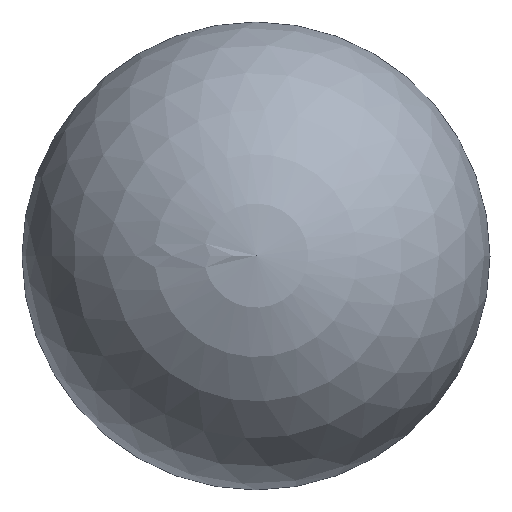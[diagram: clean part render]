
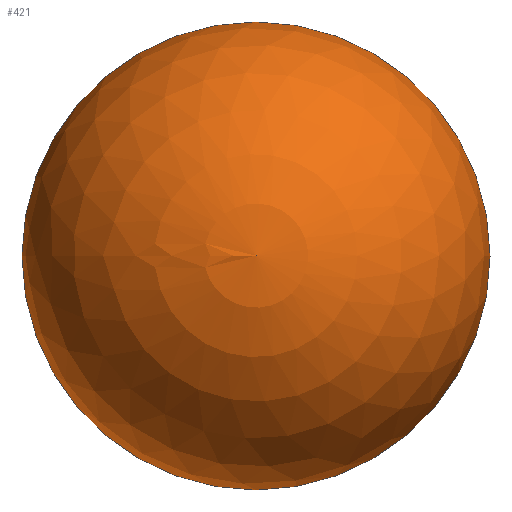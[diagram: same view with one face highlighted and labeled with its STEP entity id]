
A CAD part, top view. The second image highlights one B-rep face of the part: STEP entity #421.
In plain terms, the highlighted spherical face has radius 10.128 mm.
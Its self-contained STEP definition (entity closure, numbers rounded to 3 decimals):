
#6 = EDGE_CURVE ( 'NONE', #542, #266, #694, .T. ) ;
#14 = EDGE_CURVE ( 'NONE', #542, #266, #195, .T. ) ;
#73 = DIRECTION ( 'NONE',  ( -1., 0., 0. ) ) ;
#77 = DIRECTION ( 'NONE',  ( -1., 0., 0. ) ) ;
#195 = CIRCLE ( 'NONE', #545, 10.128 ) ;
#266 = VERTEX_POINT ( 'NONE', #394 ) ;
#317 = EDGE_LOOP ( 'NONE', ( #537, #361 ) ) ;
#361 = ORIENTED_EDGE ( 'NONE', *, *, #14, .T. ) ;
#394 = CARTESIAN_POINT ( 'NONE',  ( 172.45, -31.227, 0. ) ) ;
#421 = ADVANCED_FACE ( 'NONE', ( #1121 ), #891, .T. ) ;
#537 = ORIENTED_EDGE ( 'NONE', *, *, #6, .F. ) ;
#542 = VERTEX_POINT ( 'NONE', #861 ) ;
#545 = AXIS2_PLACEMENT_3D ( 'NONE', #877, #786, #773 ) ;
#604 = DIRECTION ( 'NONE',  ( 0., 0., -1. ) ) ;
#678 = DIRECTION ( 'NONE',  ( 0., 0., 1. ) ) ;
#694 = CIRCLE ( 'NONE', #1042, 10.128 ) ;
#773 = DIRECTION ( 'NONE',  ( 1., 0., 0. ) ) ;
#782 = CARTESIAN_POINT ( 'NONE',  ( 172.45, -41.355, 0. ) ) ;
#786 = DIRECTION ( 'NONE',  ( 0., 0., 1. ) ) ;
#861 = CARTESIAN_POINT ( 'NONE',  ( 172.45, -51.483, 0. ) ) ;
#877 = CARTESIAN_POINT ( 'NONE',  ( 172.45, -41.355, 0. ) ) ;
#891 = SPHERICAL_SURFACE ( 'NONE', #956, 10.128 ) ;
#944 = CARTESIAN_POINT ( 'NONE',  ( 172.45, -41.355, 0. ) ) ;
#956 = AXIS2_PLACEMENT_3D ( 'NONE', #944, #678, #73 ) ;
#1042 = AXIS2_PLACEMENT_3D ( 'NONE', #782, #604, #77 ) ;
#1121 = FACE_OUTER_BOUND ( 'NONE', #317, .T. ) ;
